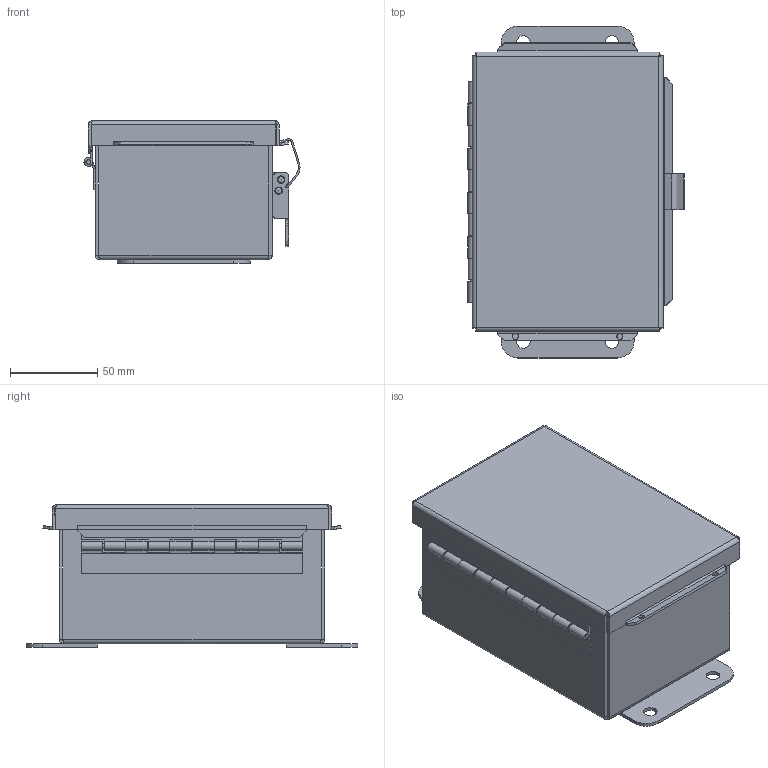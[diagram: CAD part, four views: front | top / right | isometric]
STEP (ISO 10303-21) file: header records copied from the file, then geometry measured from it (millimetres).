
FILE_DESCRIPTION((''),'2;1');
FILE_NAME('B060403CHQR.iam.stp','2012-02-13T09:42:10',(''),(''),'Autodesk Inventor 2012','Autodesk Inventor 2012','');
FILE_SCHEMA(('AUTOMOTIVE_DESIGN { 1 0 10303 214 1 1 1 1 }'));
Length unit declared in the file: inch
Products named in the file (17): B060403CHQR; 3499; 3481; B060403CHQRBKP; 328120; 328120LH; 328120P; 328120TH; 316160; 38811; B0604CHQRLID; 35011; PART1; PART2; PART3; PART4; PART5
Assembly tree (21 placements, depth 3):
  B060403CHQR
    3499  x4
    3481  x2
    B060403CHQRBKP
    328120
      328120LH
      328120P
      328120TH
    316160  x2
    38811
    B0604CHQRLID
    35011
      PART1
      PART2
      PART3
      PART4
      PART5
Bounding box: 123.94 x 190.5 x 81.78 mm (x, y, z)
Volume: 204752.4 mm3; surface area: 220946.3 mm2
Topology: 19 solids, 19 shells, 431 faces, 1049 edges, 661 vertices
Faces by surface type: plane 273, cylinder 115, bspline 40, torus 2, cone 1
Full cylindrical faces by diameter (mm): 2.54 x1, 2.957 x10, 3.454 x2, 3.556 x2, 3.946 x6, 3.962 x4, 4.286 x4, 4.826 x1, 6.35 x1, 7.62 x4, 7.874 x4, 15.875 x4
Entity records: 12180 total; most frequent: CARTESIAN_POINT 2756, DIRECTION 1778, ORIENTED_EDGE 1740, EDGE_CURVE 870, VECTOR 660, LINE 660, VERTEX_POINT 560, AXIS2_PLACEMENT_3D 559
